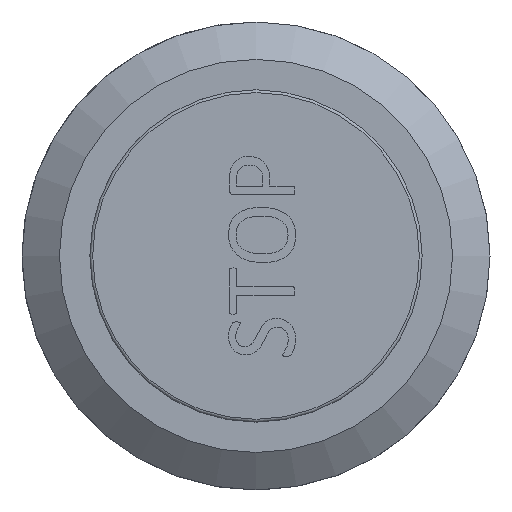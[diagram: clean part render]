
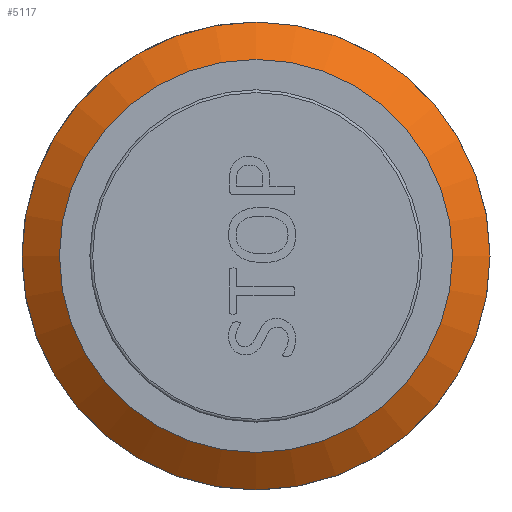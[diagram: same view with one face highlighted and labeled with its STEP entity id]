
A CAD part, top view. The second image highlights one B-rep face of the part: STEP entity #5117.
In plain terms, the highlighted conical face has half-angle 53.13 degrees and reference radius 11.5 mm.
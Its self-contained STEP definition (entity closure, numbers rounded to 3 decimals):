
#15=CONICAL_SURFACE('',#5474,11.5,0.927);
#226=CIRCLE('',#5472,12.5);
#227=CIRCLE('',#5473,12.5);
#228=CIRCLE('',#5475,10.5);
#229=CIRCLE('',#5476,10.5);
#528=FACE_OUTER_BOUND('',#820,.T.);
#820=EDGE_LOOP('',(#4662,#4663,#4664,#4665,#4666,#4667));
#1313=LINE('',#8953,#1801);
#1801=VECTOR('',#6645,11.5);
#2430=VERTEX_POINT('',#8943);
#2431=VERTEX_POINT('',#8944);
#2432=VERTEX_POINT('',#8949);
#2433=VERTEX_POINT('',#8950);
#3177=EDGE_CURVE('',#2430,#2431,#226,.T.);
#3178=EDGE_CURVE('',#2431,#2430,#227,.T.);
#3180=EDGE_CURVE('',#2432,#2433,#228,.T.);
#3181=EDGE_CURVE('',#2433,#2432,#229,.T.);
#3182=EDGE_CURVE('',#2433,#2431,#1313,.T.);
#4662=ORIENTED_EDGE('',*,*,#3180,.F.);
#4663=ORIENTED_EDGE('',*,*,#3181,.F.);
#4664=ORIENTED_EDGE('',*,*,#3182,.T.);
#4665=ORIENTED_EDGE('',*,*,#3178,.T.);
#4666=ORIENTED_EDGE('',*,*,#3177,.T.);
#4667=ORIENTED_EDGE('',*,*,#3182,.F.);
#5117=ADVANCED_FACE('',(#528),#15,.T.);
#5472=AXIS2_PLACEMENT_3D('',#8945,#6634,#6635);
#5473=AXIS2_PLACEMENT_3D('',#8946,#6636,#6637);
#5474=AXIS2_PLACEMENT_3D('',#8948,#6639,#6640);
#5475=AXIS2_PLACEMENT_3D('',#8951,#6641,#6642);
#5476=AXIS2_PLACEMENT_3D('',#8952,#6643,#6644);
#6634=DIRECTION('center_axis',(0.,0.,1.));
#6635=DIRECTION('ref_axis',(0.,-1.,0.));
#6636=DIRECTION('center_axis',(0.,0.,1.));
#6637=DIRECTION('ref_axis',(0.,-1.,0.));
#6639=DIRECTION('center_axis',(0.,0.,-1.));
#6640=DIRECTION('ref_axis',(0.,-1.,0.));
#6641=DIRECTION('center_axis',(0.,0.,1.));
#6642=DIRECTION('ref_axis',(0.,-1.,0.));
#6643=DIRECTION('center_axis',(0.,0.,1.));
#6644=DIRECTION('ref_axis',(0.,-1.,0.));
#6645=DIRECTION('',(0.,0.8,-0.6));
#8943=CARTESIAN_POINT('',(0.,-12.5,0.5));
#8944=CARTESIAN_POINT('',(0.,12.5,0.5));
#8945=CARTESIAN_POINT('Origin',(0.,0.,0.5));
#8946=CARTESIAN_POINT('Origin',(0.,0.,0.5));
#8948=CARTESIAN_POINT('Origin',(0.,0.,1.25));
#8949=CARTESIAN_POINT('',(0.,-10.5,2.));
#8950=CARTESIAN_POINT('',(0.,10.5,2.));
#8951=CARTESIAN_POINT('Origin',(0.,0.,2.));
#8952=CARTESIAN_POINT('Origin',(0.,0.,2.));
#8953=CARTESIAN_POINT('',(0.,11.5,1.25));
